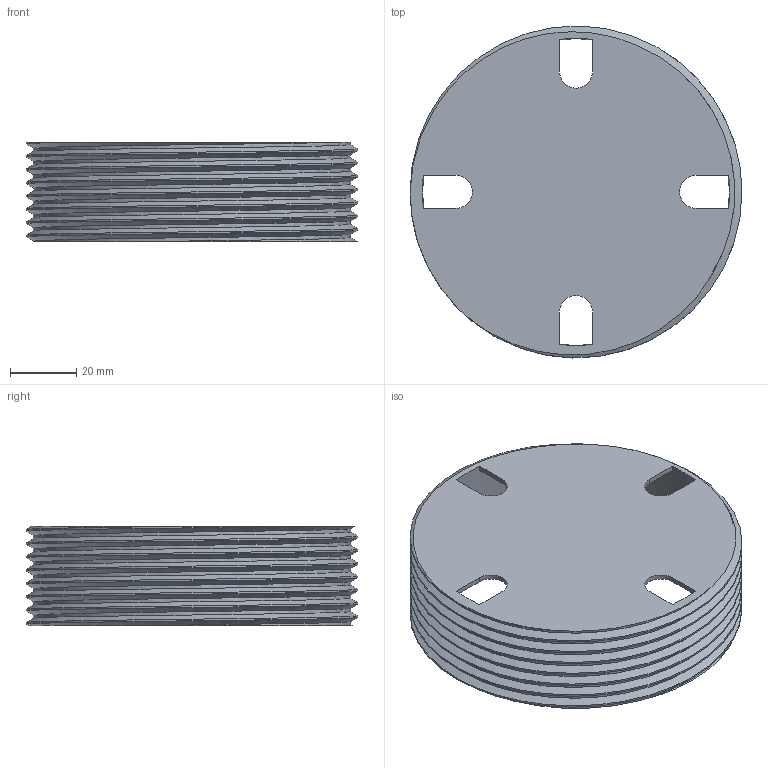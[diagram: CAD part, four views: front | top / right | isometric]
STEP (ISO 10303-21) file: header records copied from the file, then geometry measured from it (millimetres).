
FILE_DESCRIPTION (( 'STEP AP203' ), '1' );
FILE_NAME ('FondLED.STEP', '2022-11-14T18:15:00', ( '' ), ( '' ), 'SwSTEP 2.0', 'SolidWorks 2021', '' );
FILE_SCHEMA (( 'CONFIG_CONTROL_DESIGN' ));
Length unit declared in the file: millimetre
Products named in the file (1): FondLED
Bounding box: 100 x 99.98 x 30 mm (x, y, z)
Volume: 31993.2 mm3; surface area: 37362.3 mm2
Topology: 1 solids, 1 shells, 37 faces, 113 edges, 75 vertices
Faces by surface type: cylinder 23, plane 11, bspline 3
Entity records: 3426 total; most frequent: CARTESIAN_POINT 2419, ORIENTED_EDGE 226, DIRECTION 168, EDGE_CURVE 113, VERTEX_POINT 75, AXIS2_PLACEMENT_3D 59, LINE 50, VECTOR 50
